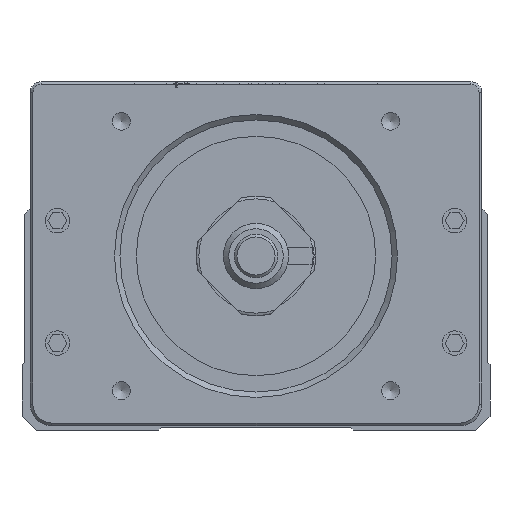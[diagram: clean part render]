
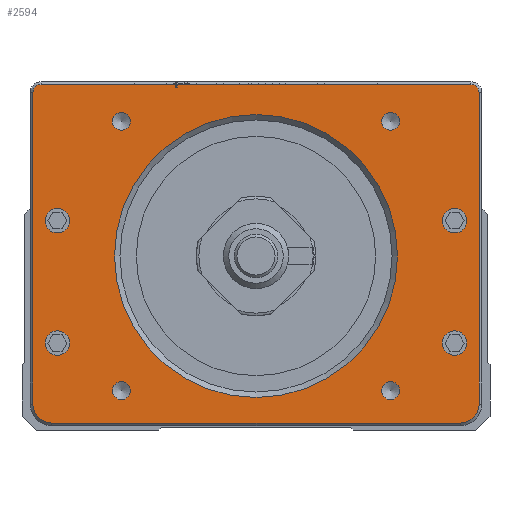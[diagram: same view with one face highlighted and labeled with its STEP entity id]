
A CAD part, front view. The second image highlights one B-rep face of the part: STEP entity #2594.
In plain terms, the highlighted planar face has unit normal (0, -1, 0).
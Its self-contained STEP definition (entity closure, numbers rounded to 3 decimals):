
#1013=FACE_BOUND('',#5420,.T.);
#1014=FACE_BOUND('',#5421,.T.);
#1015=FACE_BOUND('',#5422,.T.);
#1016=FACE_BOUND('',#5423,.T.);
#1017=FACE_BOUND('',#5424,.T.);
#1018=FACE_BOUND('',#5425,.T.);
#1019=FACE_BOUND('',#5426,.T.);
#1020=FACE_BOUND('',#5427,.T.);
#1021=FACE_BOUND('',#5428,.T.);
#1022=FACE_BOUND('',#5429,.T.);
#1795=CIRCLE('',#20708,26.);
#1796=CIRCLE('',#20709,1.65);
#1797=CIRCLE('',#20710,1.65);
#1798=CIRCLE('',#20711,1.65);
#1799=CIRCLE('',#20712,1.65);
#1800=CIRCLE('',#20713,1.5);
#1801=CIRCLE('',#20714,1.5);
#1802=CIRCLE('',#20715,3.5);
#1803=CIRCLE('',#20716,3.5);
#1804=CIRCLE('',#20717,2.25);
#1805=CIRCLE('',#20718,2.25);
#1806=CIRCLE('',#20719,2.25);
#1807=CIRCLE('',#20720,2.25);
#2594=ADVANCED_FACE('',(#1013,#1014,#1015,#1016,#1017,#1018,#1019,#1020,
#1021,#1022),#3556,.F.);
#3556=PLANE('',#20721);
#5420=EDGE_LOOP('',(#9046));
#5421=EDGE_LOOP('',(#9047));
#5422=EDGE_LOOP('',(#9048));
#5423=EDGE_LOOP('',(#9049));
#5424=EDGE_LOOP('',(#9050));
#5425=EDGE_LOOP('',(#9051,#9052,#9053,#9054,#9055,#9056,#9057,#9058));
#5426=EDGE_LOOP('',(#9059));
#5427=EDGE_LOOP('',(#9060));
#5428=EDGE_LOOP('',(#9061));
#5429=EDGE_LOOP('',(#9062));
#9046=ORIENTED_EDGE('',*,*,#15052,.T.);
#9047=ORIENTED_EDGE('',*,*,#15053,.T.);
#9048=ORIENTED_EDGE('',*,*,#15054,.T.);
#9049=ORIENTED_EDGE('',*,*,#15055,.T.);
#9050=ORIENTED_EDGE('',*,*,#15056,.T.);
#9051=ORIENTED_EDGE('',*,*,#15057,.T.);
#9052=ORIENTED_EDGE('',*,*,#15058,.T.);
#9053=ORIENTED_EDGE('',*,*,#15059,.T.);
#9054=ORIENTED_EDGE('',*,*,#15060,.T.);
#9055=ORIENTED_EDGE('',*,*,#15061,.T.);
#9056=ORIENTED_EDGE('',*,*,#15062,.T.);
#9057=ORIENTED_EDGE('',*,*,#15063,.T.);
#9058=ORIENTED_EDGE('',*,*,#15064,.T.);
#9059=ORIENTED_EDGE('',*,*,#15065,.T.);
#9060=ORIENTED_EDGE('',*,*,#15066,.T.);
#9061=ORIENTED_EDGE('',*,*,#15067,.T.);
#9062=ORIENTED_EDGE('',*,*,#15068,.T.);
#12758=VERTEX_POINT('',#31275);
#12759=VERTEX_POINT('',#31277);
#12760=VERTEX_POINT('',#31279);
#12761=VERTEX_POINT('',#31281);
#12762=VERTEX_POINT('',#31283);
#12763=VERTEX_POINT('',#31285);
#12764=VERTEX_POINT('',#31286);
#12765=VERTEX_POINT('',#31288);
#12766=VERTEX_POINT('',#31290);
#12767=VERTEX_POINT('',#31292);
#12768=VERTEX_POINT('',#31294);
#12769=VERTEX_POINT('',#31296);
#12770=VERTEX_POINT('',#31298);
#12771=VERTEX_POINT('',#31301);
#12772=VERTEX_POINT('',#31303);
#12773=VERTEX_POINT('',#31305);
#12774=VERTEX_POINT('',#31307);
#15052=EDGE_CURVE('',#12758,#12758,#1795,.T.);
#15053=EDGE_CURVE('',#12759,#12759,#1796,.T.);
#15054=EDGE_CURVE('',#12760,#12760,#1797,.T.);
#15055=EDGE_CURVE('',#12761,#12761,#1798,.T.);
#15056=EDGE_CURVE('',#12762,#12762,#1799,.T.);
#15057=EDGE_CURVE('',#12763,#12764,#17256,.T.);
#15058=EDGE_CURVE('',#12764,#12765,#1800,.T.);
#15059=EDGE_CURVE('',#12765,#12766,#17257,.T.);
#15060=EDGE_CURVE('',#12766,#12767,#1801,.T.);
#15061=EDGE_CURVE('',#12767,#12768,#17258,.T.);
#15062=EDGE_CURVE('',#12768,#12769,#1802,.T.);
#15063=EDGE_CURVE('',#12769,#12770,#17259,.T.);
#15064=EDGE_CURVE('',#12770,#12763,#1803,.T.);
#15065=EDGE_CURVE('',#12771,#12771,#1804,.T.);
#15066=EDGE_CURVE('',#12772,#12772,#1805,.T.);
#15067=EDGE_CURVE('',#12773,#12773,#1806,.T.);
#15068=EDGE_CURVE('',#12774,#12774,#1807,.T.);
#17256=LINE('',#31284,#19099);
#17257=LINE('',#31289,#19100);
#17258=LINE('',#31293,#19101);
#17259=LINE('',#31297,#19102);
#19099=VECTOR('',#24432,1.);
#19100=VECTOR('',#24435,1.);
#19101=VECTOR('',#24438,1.);
#19102=VECTOR('',#24441,1.);
#20708=AXIS2_PLACEMENT_3D('',#31274,#24422,#24423);
#20709=AXIS2_PLACEMENT_3D('',#31276,#24424,#24425);
#20710=AXIS2_PLACEMENT_3D('',#31278,#24426,#24427);
#20711=AXIS2_PLACEMENT_3D('',#31280,#24428,#24429);
#20712=AXIS2_PLACEMENT_3D('',#31282,#24430,#24431);
#20713=AXIS2_PLACEMENT_3D('',#31287,#24433,#24434);
#20714=AXIS2_PLACEMENT_3D('',#31291,#24436,#24437);
#20715=AXIS2_PLACEMENT_3D('',#31295,#24439,#24440);
#20716=AXIS2_PLACEMENT_3D('',#31299,#24442,#24443);
#20717=AXIS2_PLACEMENT_3D('',#31300,#24444,#24445);
#20718=AXIS2_PLACEMENT_3D('',#31302,#24446,#24447);
#20719=AXIS2_PLACEMENT_3D('',#31304,#24448,#24449);
#20720=AXIS2_PLACEMENT_3D('',#31306,#24450,#24451);
#20721=AXIS2_PLACEMENT_3D('',#31308,#24452,#24453);
#24422=DIRECTION('',(0.,1.,0.));
#24423=DIRECTION('',(0.,0.,1.));
#24424=DIRECTION('',(0.,1.,0.));
#24425=DIRECTION('',(0.,0.,1.));
#24426=DIRECTION('',(0.,1.,0.));
#24427=DIRECTION('',(0.,0.,1.));
#24428=DIRECTION('',(0.,1.,0.));
#24429=DIRECTION('',(0.,0.,1.));
#24430=DIRECTION('',(0.,1.,0.));
#24431=DIRECTION('',(0.,0.,1.));
#24432=DIRECTION('',(0.,0.,1.));
#24433=DIRECTION('',(0.,-1.,0.));
#24434=DIRECTION('',(0.,0.,1.));
#24435=DIRECTION('',(-1.,0.,0.));
#24436=DIRECTION('',(0.,-1.,0.));
#24437=DIRECTION('',(0.,0.,1.));
#24438=DIRECTION('',(0.,0.,-1.));
#24439=DIRECTION('',(0.,-1.,0.));
#24440=DIRECTION('',(0.,0.,1.));
#24441=DIRECTION('',(1.,0.,0.));
#24442=DIRECTION('',(0.,-1.,0.));
#24443=DIRECTION('',(0.,0.,1.));
#24444=DIRECTION('',(0.,1.,0.));
#24445=DIRECTION('',(0.,0.,1.));
#24446=DIRECTION('',(0.,1.,0.));
#24447=DIRECTION('',(0.,0.,1.));
#24448=DIRECTION('',(0.,1.,0.));
#24449=DIRECTION('',(0.,0.,1.));
#24450=DIRECTION('',(0.,1.,0.));
#24451=DIRECTION('',(0.,0.,1.));
#24452=DIRECTION('',(0.,1.,0.));
#24453=DIRECTION('',(0.,0.,-1.));
#31274=CARTESIAN_POINT('',(0.,-236.633,32.));
#31275=CARTESIAN_POINT('',(0.,-236.633,58.));
#31276=CARTESIAN_POINT('',(-24.749,-236.633,56.749));
#31277=CARTESIAN_POINT('',(-24.749,-236.633,58.399));
#31278=CARTESIAN_POINT('',(-24.749,-236.633,7.251));
#31279=CARTESIAN_POINT('',(-24.749,-236.633,8.901));
#31280=CARTESIAN_POINT('',(24.749,-236.633,7.251));
#31281=CARTESIAN_POINT('',(24.749,-236.633,8.901));
#31282=CARTESIAN_POINT('',(24.749,-236.633,56.749));
#31283=CARTESIAN_POINT('',(24.749,-236.633,58.399));
#31284=CARTESIAN_POINT('',(41.,-236.633,60.));
#31285=CARTESIAN_POINT('',(41.,-236.633,4.8));
#31286=CARTESIAN_POINT('',(41.,-236.633,62.));
#31287=CARTESIAN_POINT('',(39.5,-236.633,62.));
#31288=CARTESIAN_POINT('',(39.5,-236.633,63.5));
#31289=CARTESIAN_POINT('',(39.,-236.633,63.5));
#31290=CARTESIAN_POINT('',(-39.5,-236.633,63.5));
#31291=CARTESIAN_POINT('',(-39.5,-236.633,62.));
#31292=CARTESIAN_POINT('',(-41.,-236.633,62.));
#31293=CARTESIAN_POINT('',(-41.,-236.633,60.));
#31294=CARTESIAN_POINT('',(-41.,-236.633,4.8));
#31295=CARTESIAN_POINT('',(-37.5,-236.633,4.8));
#31296=CARTESIAN_POINT('',(-37.5,-236.633,1.3));
#31297=CARTESIAN_POINT('',(39.,-236.633,1.3));
#31298=CARTESIAN_POINT('',(37.5,-236.633,1.3));
#31299=CARTESIAN_POINT('',(37.5,-236.633,4.8));
#31300=CARTESIAN_POINT('',(-36.5,-236.633,38.5));
#31301=CARTESIAN_POINT('',(-36.5,-236.633,40.75));
#31302=CARTESIAN_POINT('',(-36.5,-236.633,16.));
#31303=CARTESIAN_POINT('',(-36.5,-236.633,18.25));
#31304=CARTESIAN_POINT('',(36.5,-236.633,38.5));
#31305=CARTESIAN_POINT('',(36.5,-236.633,40.75));
#31306=CARTESIAN_POINT('',(36.5,-236.633,16.));
#31307=CARTESIAN_POINT('',(36.5,-236.633,18.25));
#31308=CARTESIAN_POINT('',(39.,-236.633,60.));
